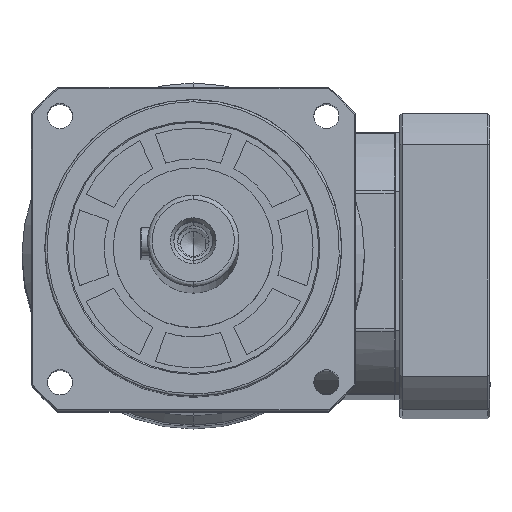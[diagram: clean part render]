
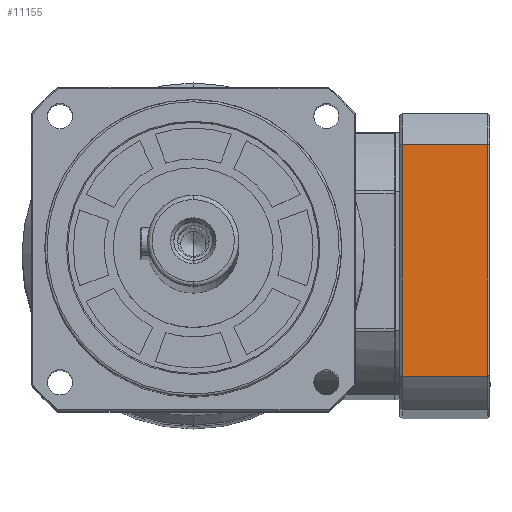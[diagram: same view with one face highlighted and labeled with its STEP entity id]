
A CAD part, left-side view. The second image highlights one B-rep face of the part: STEP entity #11155.
In plain terms, the highlighted face is planar.
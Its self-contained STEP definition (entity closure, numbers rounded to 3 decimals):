
#1994 = CARTESIAN_POINT ( 'NONE',  ( 50.806, 65., 8.5 ) ) ;
#2581 = DIRECTION ( 'NONE',  ( 1., 0., 0. ) ) ;
#3923 = EDGE_CURVE ( 'NONE', #6234, #16464, #23387, .T. ) ;
#4114 = CARTESIAN_POINT ( 'NONE',  ( -50.806, 65., 0. ) ) ;
#4247 = DIRECTION ( 'NONE',  ( 0., 0., -1. ) ) ;
#5252 = LINE ( 'NONE', #1994, #13822 ) ;
#5717 = ORIENTED_EDGE ( 'NONE', *, *, #3923, .F. ) ;
#6049 = EDGE_CURVE ( 'NONE', #31759, #24233, #5252, .T. ) ;
#6234 = VERTEX_POINT ( 'NONE', #23598 ) ;
#9081 = CARTESIAN_POINT ( 'NONE',  ( -50.806, 65., 8.5 ) ) ;
#11155 = ADVANCED_FACE ( 'NONE', ( #15019 ), #21574, .F. ) ;
#12475 = EDGE_CURVE ( 'NONE', #24233, #6234, #21190, .T. ) ;
#12715 = EDGE_CURVE ( 'NONE', #16464, #31759, #28442, .T. ) ;
#13822 = VECTOR ( 'NONE', #2581, 1000. ) ;
#15019 = FACE_OUTER_BOUND ( 'NONE', #37259, .T. ) ;
#16232 = CARTESIAN_POINT ( 'NONE',  ( 25.403, 65., 46. ) ) ;
#16365 = DIRECTION ( 'NONE',  ( -1., 0., 0. ) ) ;
#16464 = VERTEX_POINT ( 'NONE', #31545 ) ;
#18631 = DIRECTION ( 'NONE',  ( 0., -1., 0. ) ) ;
#19784 = CARTESIAN_POINT ( 'NONE',  ( 50.806, 65., 8.5 ) ) ;
#20224 = VECTOR ( 'NONE', #4247, 1000. ) ;
#20257 = VECTOR ( 'NONE', #36671, 1000. ) ;
#21190 = LINE ( 'NONE', #30499, #20257 ) ;
#21574 = PLANE ( 'NONE',  #25660 ) ;
#23387 = LINE ( 'NONE', #16232, #30567 ) ;
#23598 = CARTESIAN_POINT ( 'NONE',  ( 50.806, 65., 46. ) ) ;
#24233 = VERTEX_POINT ( 'NONE', #19784 ) ;
#25660 = AXIS2_PLACEMENT_3D ( 'NONE', #37007, #18631, #40110 ) ;
#27942 = ORIENTED_EDGE ( 'NONE', *, *, #12715, .F. ) ;
#28442 = LINE ( 'NONE', #4114, #20224 ) ;
#30499 = CARTESIAN_POINT ( 'NONE',  ( 50.806, 65., 47. ) ) ;
#30567 = VECTOR ( 'NONE', #16365, 1000. ) ;
#31276 = ORIENTED_EDGE ( 'NONE', *, *, #12475, .F. ) ;
#31545 = CARTESIAN_POINT ( 'NONE',  ( -50.806, 65., 46. ) ) ;
#31759 = VERTEX_POINT ( 'NONE', #9081 ) ;
#33649 = ORIENTED_EDGE ( 'NONE', *, *, #6049, .F. ) ;
#36671 = DIRECTION ( 'NONE',  ( 0., 0., 1. ) ) ;
#37007 = CARTESIAN_POINT ( 'NONE',  ( 50.806, 65., 47. ) ) ;
#37259 = EDGE_LOOP ( 'NONE', ( #27942, #5717, #31276, #33649 ) ) ;
#40110 = DIRECTION ( 'NONE',  ( 1., 0., 0. ) ) ;
